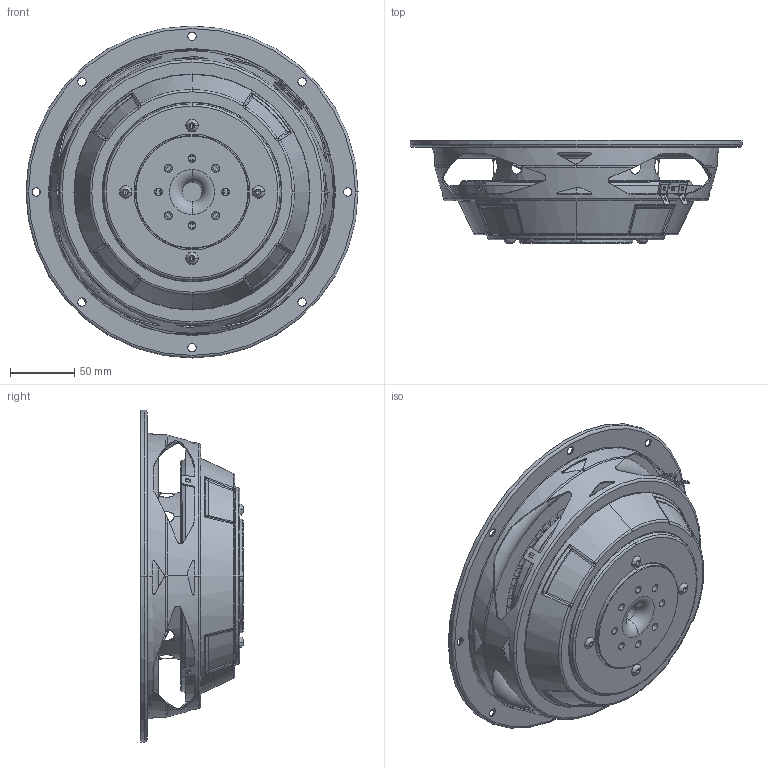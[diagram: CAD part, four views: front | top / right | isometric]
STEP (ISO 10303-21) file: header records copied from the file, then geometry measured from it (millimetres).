
FILE_DESCRIPTION (( 'STEP AP203' ), '1' );
FILE_NAME ('Twiggy10X4-475A-3D.STEP', '2026-02-28T05:34:04', ( '' ), ( '' ), 'SwSTEP 2.0', 'SolidWorks 2021', '' );
FILE_SCHEMA (( 'CONFIG_CONTROL_DESIGN' ));
Length unit declared in the file: millimetre
Products named in the file (16): Twiggy10X4-475A-3D; hexagon socket button head screws gb_GB_SOCKET_TYPE7 M5X10-N; 475A-P010-01 Basket; 116-102-Terminal; Terminal Board_1; 488A-P040-00 T Yoke; 488A-P510-00 Tuobei; 488A-P020-00 Plate; 488A-P480-00 Voice coil tube; 488A-P140-00 Spider; 488A-P030-00 MAGNET; Positive lug_1; 488A-P141-00 Spider; 488A-P170-00 Paper Gasket; 475A-P110-00 Cone Paper; 475A-P120-00 Voice Coil
Assembly tree (20 placements, depth 3):
  Twiggy10X4-475A-3D
    488A-P020-00 Plate
    488A-P030-00 MAGNET  x2
    488A-P040-00 T Yoke
    488A-P140-00 Spider
    488A-P170-00 Paper Gasket
    488A-P480-00 Voice coil tube
    488A-P510-00 Tuobei
    488A-P141-00 Spider
    475A-P110-00 Cone Paper
    475A-P010-01 Basket
    116-102-Terminal
      Terminal Board_1
      Positive lug_1  x2
    hexagon socket button head screws gb_GB_SOCKET_TYPE7 M5X10-N  x4
    475A-P120-00 Voice Coil
Bounding box: 258 x 79.8 x 258 mm (x, y, z)
Volume: 744849.7 mm3; surface area: 575494 mm2
Topology: 23 solids, 23 shells, 1403 faces, 3645 edges, 2260 vertices
Faces by surface type: cylinder 351, plane 300, bspline 268, torus 193, sphere 154, cone 137
Entity records: 55631 total; most frequent: CARTESIAN_POINT 23268, ORIENTED_EDGE 6872, DIRECTION 5861, EDGE_CURVE 3436, AXIS2_PLACEMENT_3D 2560, VERTEX_POINT 2143, EDGE_LOOP 1511, CIRCLE 1489
